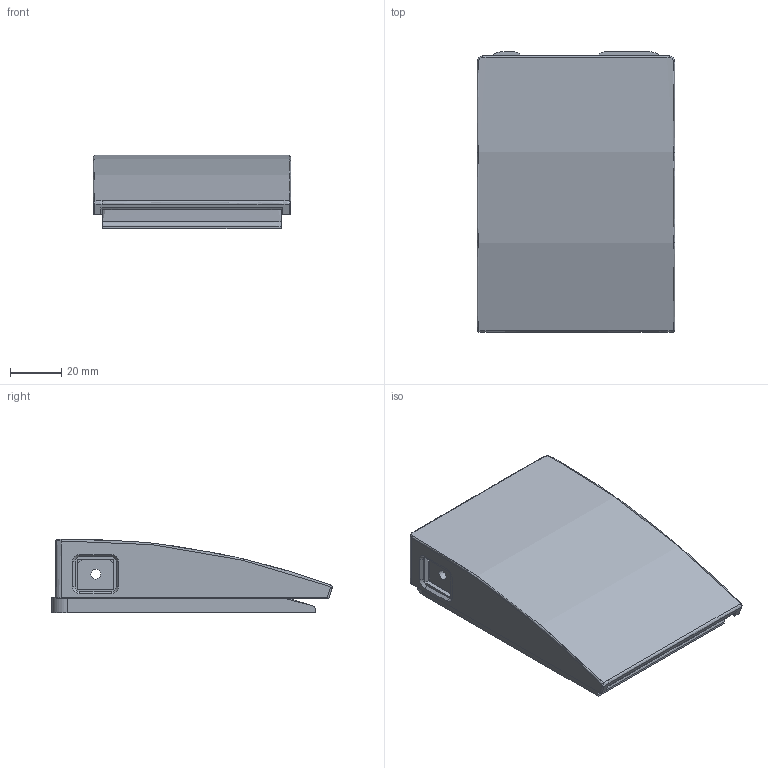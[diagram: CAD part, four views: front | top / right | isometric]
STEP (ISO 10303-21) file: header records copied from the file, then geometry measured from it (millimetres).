
FILE_DESCRIPTION(/* description */ (''),/* implementation_level */ '2;1');
FILE_NAME(/* name */ 'foot-button.step',/* time_stamp */ '2023-09-24T17:03:31-04:00',/* author */ (''),/* organization */ (''),/* preprocessor_version */ 'ST-DEVELOPER v20',/* originating_system */ 'Autodesk Translation Framework v12.14.0.127',/* authorisation */ '');
FILE_SCHEMA (('AUTOMOTIVE_DESIGN { 1 0 10303 214 3 1 1 }'));
Length unit declared in the file: millimetre
Products named in the file (6): Foot Button; button; base; axis-bushing; mcu-retainer; axis-insert
Assembly tree (5 placements, depth 2):
  Foot Button
    button
    base
    axis-bushing
    mcu-retainer
    axis-insert
Bounding box: 77.09 x 109.58 x 28.58 mm (x, y, z)
Volume: 79580.7 mm3; surface area: 51848.1 mm2
Topology: 5 solids, 5 shells, 270 faces, 748 edges, 493 vertices
Faces by surface type: plane 149, cylinder 74, cone 25, bspline 22
Full cylindrical faces by diameter (mm): 2.2 x2, 2.3 x1, 2.9 x1, 3.9 x2, 4.2 x5, 8 x1, 8.2 x1, 10 x2, 10.5 x1, 11 x1, 12.8 x1
Entity records: 9789 total; most frequent: CARTESIAN_POINT 2667, ORIENTED_EDGE 1496, DIRECTION 1374, EDGE_CURVE 748, VERTEX_POINT 493, AXIS2_PLACEMENT_3D 459, LINE 456, VECTOR 456
